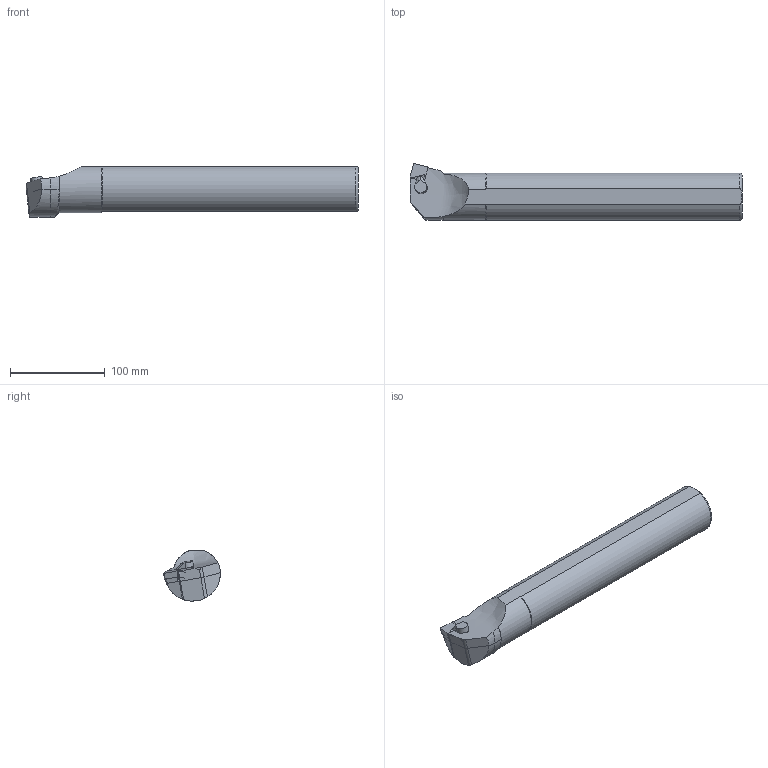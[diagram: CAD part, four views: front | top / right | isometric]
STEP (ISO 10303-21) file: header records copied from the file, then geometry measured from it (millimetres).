
FILE_DESCRIPTION(/* description */ (''),/* implementation_level */ '2;1');
FILE_NAME(/* name */ 'A50U-PSKNL-15C.stp',/* time_stamp */ '2023-10-20T15:57:39+03:00',/* author */ (''),/* organization */ (''),/* preprocessor_version */ 'ST-DEVELOPER v19.4',/* originating_system */ 'SIEMENS PLM Software NX2306.3001',/* authorisation */ '');
FILE_SCHEMA (('AUTOMOTIVE_DESIGN { 1 0 10303 214 3 1 1 1 }'));
Length unit declared in the file: millimetre
Products named in the file (1): A50U-PSKNR-15C
Bounding box: 350 x 60 x 52.88 mm (x, y, z)
Volume: 652922.9 mm3; surface area: 59912.2 mm2
Topology: 3 solids, 3 shells, 74 faces, 193 edges, 126 vertices
Faces by surface type: plane 42, cylinder 25, cone 4, torus 2, bspline 1
Entity records: 2806 total; most frequent: CARTESIAN_POINT 836, ORIENTED_EDGE 382, DIRECTION 362, EDGE_CURVE 191, AXIS2_PLACEMENT_3D 130, VERTEX_POINT 125, LINE 102, VECTOR 102
